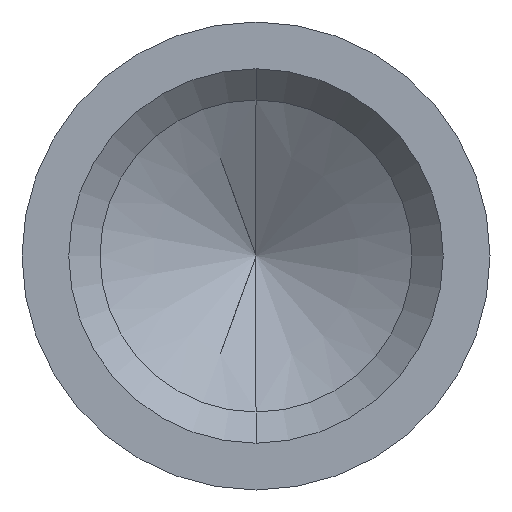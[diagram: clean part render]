
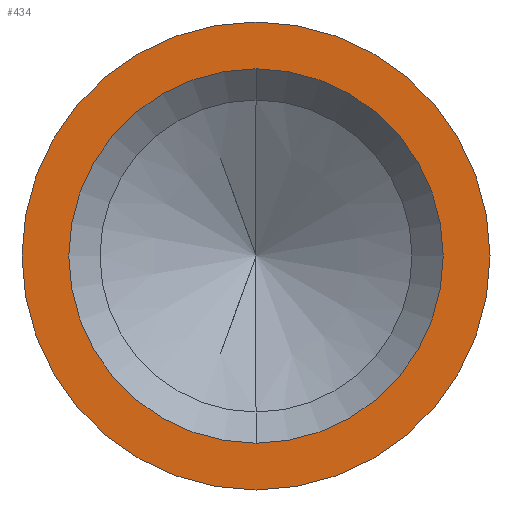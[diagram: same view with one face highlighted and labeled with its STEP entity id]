
A CAD part, front view. The second image highlights one B-rep face of the part: STEP entity #434.
In plain terms, the highlighted planar face has unit normal (0, -1, 0).
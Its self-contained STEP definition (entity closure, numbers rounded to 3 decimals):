
#9 = VERTEX_POINT ( 'NONE', #173 ) ;
#20 = FACE_BOUND ( 'NONE', #445, .T. ) ;
#28 = VERTEX_POINT ( 'NONE', #417 ) ;
#47 = ORIENTED_EDGE ( 'NONE', *, *, #146, .F. ) ;
#53 = AXIS2_PLACEMENT_3D ( 'NONE', #421, #473, #316 ) ;
#65 = DIRECTION ( 'NONE',  ( 0., 0., 1. ) ) ;
#67 = CARTESIAN_POINT ( 'NONE',  ( 0., 0., 0. ) ) ;
#80 = CARTESIAN_POINT ( 'NONE',  ( 0., 0., 0. ) ) ;
#100 = AXIS2_PLACEMENT_3D ( 'NONE', #250, #399, #65 ) ;
#99 = CARTESIAN_POINT ( 'NONE',  ( 0., 0., -3.75 ) ) ;
#105 = CARTESIAN_POINT ( 'NONE',  ( 0., 0., 0. ) ) ;
#112 = CIRCLE ( 'NONE', #100, 3. ) ;
#122 = PLANE ( 'NONE',  #53 ) ;
#146 = EDGE_CURVE ( 'NONE', #9, #362, #381, .T. ) ;
#152 = DIRECTION ( 'NONE',  ( 0., 1., 0. ) ) ;
#160 = CIRCLE ( 'NONE', #228, 3. ) ;
#161 = DIRECTION ( 'NONE',  ( 0., 0., 1. ) ) ;
#173 = CARTESIAN_POINT ( 'NONE',  ( 0., 0., 3.75 ) ) ;
#201 = FACE_OUTER_BOUND ( 'NONE', #227, .T. ) ;
#227 = EDGE_LOOP ( 'NONE', ( #47, #297 ) ) ;
#228 = AXIS2_PLACEMENT_3D ( 'NONE', #67, #239, #387 ) ;
#239 = DIRECTION ( 'NONE',  ( 0., 1., 0. ) ) ;
#250 = CARTESIAN_POINT ( 'NONE',  ( 0., 0., 0. ) ) ;
#251 = AXIS2_PLACEMENT_3D ( 'NONE', #105, #275, #161 ) ;
#275 = DIRECTION ( 'NONE',  ( 0., 1., 0. ) ) ;
#277 = EDGE_CURVE ( 'NONE', #442, #28, #112, .T. ) ;
#297 = ORIENTED_EDGE ( 'NONE', *, *, #397, .F. ) ;
#316 = DIRECTION ( 'NONE',  ( 0., 0., 1. ) ) ;
#347 = CIRCLE ( 'NONE', #251, 3.75 ) ;
#354 = CARTESIAN_POINT ( 'NONE',  ( 0., 0., 3. ) ) ;
#362 = VERTEX_POINT ( 'NONE', #99 ) ;
#371 = AXIS2_PLACEMENT_3D ( 'NONE', #80, #152, #382 ) ;
#381 = CIRCLE ( 'NONE', #371, 3.75 ) ;
#382 = DIRECTION ( 'NONE',  ( 0., 0., 1. ) ) ;
#387 = DIRECTION ( 'NONE',  ( 0., 0., 1. ) ) ;
#397 = EDGE_CURVE ( 'NONE', #362, #9, #347, .T. ) ;
#399 = DIRECTION ( 'NONE',  ( 0., 1., 0. ) ) ;
#413 = ORIENTED_EDGE ( 'NONE', *, *, #277, .T. ) ;
#417 = CARTESIAN_POINT ( 'NONE',  ( 0., 0., -3. ) ) ;
#421 = CARTESIAN_POINT ( 'NONE',  ( 3.75, 0., 0. ) ) ;
#434 = ADVANCED_FACE ( 'NONE', ( #20, #201 ), #122, .F. ) ;
#442 = VERTEX_POINT ( 'NONE', #354 ) ;
#445 = EDGE_LOOP ( 'NONE', ( #477, #413 ) ) ;
#456 = EDGE_CURVE ( 'NONE', #28, #442, #160, .T. ) ;
#473 = DIRECTION ( 'NONE',  ( 0., 1., 0. ) ) ;
#477 = ORIENTED_EDGE ( 'NONE', *, *, #456, .T. ) ;
